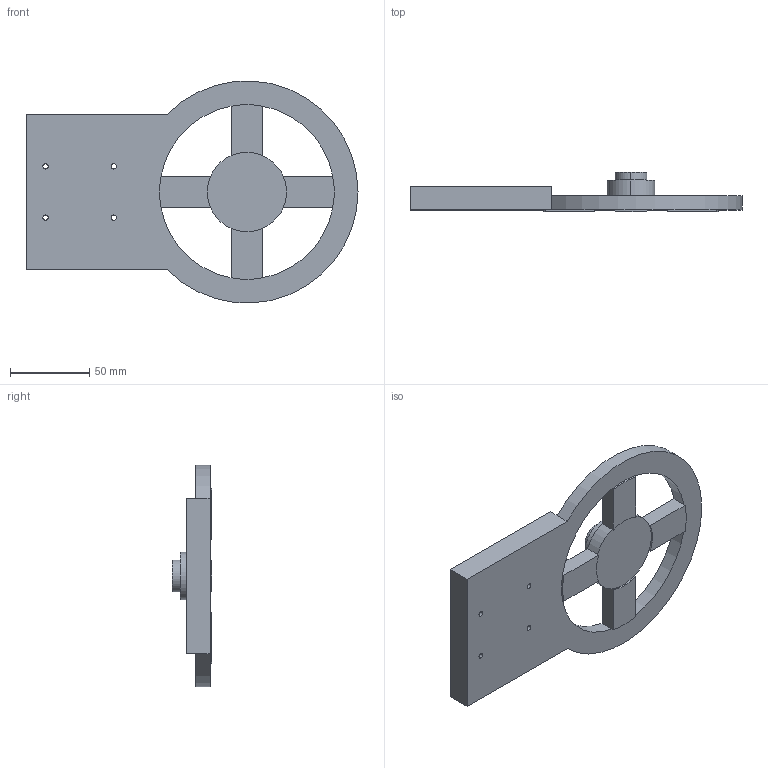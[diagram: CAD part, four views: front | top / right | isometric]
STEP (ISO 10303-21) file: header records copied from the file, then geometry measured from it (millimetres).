
FILE_DESCRIPTION((''),'2;1');
FILE_NAME('PIVOT_FOUNDATION','2020-12-30T20:46:13',('TINH LE'),(''),'CREO PARAMETRIC BY PTC INC, 2020154','CREO PARAMETRIC BY PTC INC, 2020154','');
FILE_SCHEMA(('CONFIG_CONTROL_DESIGN'));
Length unit declared in the file: millimetre
Products named in the file (1): PIVOT_FOUNDATION
Bounding box: 209.15 x 25 x 139.82 mm (x, y, z)
Volume: 213311.2 mm3; surface area: 50638.5 mm2
Topology: 1 solids, 1 shells, 51 faces, 132 edges, 82 vertices
Faces by surface type: cylinder 30, plane 21
Entity records: 1632 total; most frequent: DIRECTION 294, CARTESIAN_POINT 265, ORIENTED_EDGE 264, EDGE_CURVE 132, AXIS2_PLACEMENT_3D 111, VERTEX_POINT 82, VECTOR 72, LINE 72
